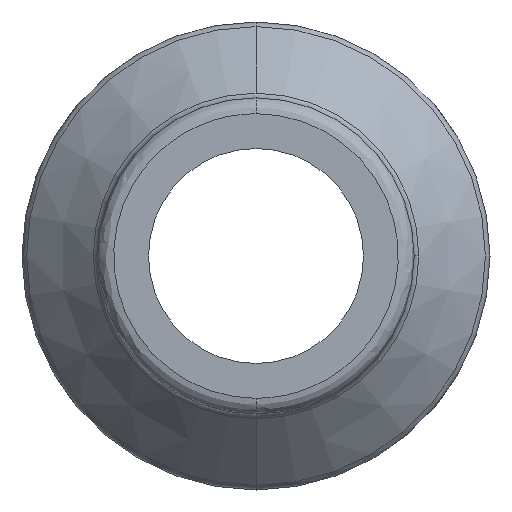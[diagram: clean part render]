
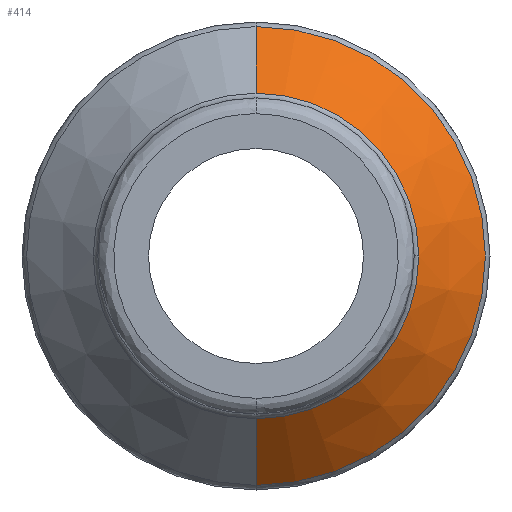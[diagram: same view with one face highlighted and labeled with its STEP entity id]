
A CAD part, front view. The second image highlights one B-rep face of the part: STEP entity #414.
In plain terms, the highlighted conical face has half-angle 45 degrees and reference radius 7.254 mm.
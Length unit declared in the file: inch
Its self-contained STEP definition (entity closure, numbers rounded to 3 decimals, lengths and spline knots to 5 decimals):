
#17 = VERTEX_POINT ( 'NONE', #1683 ) ;
#62 = AXIS2_PLACEMENT_3D ( 'NONE', #184, #252, #176 ) ;
#90 = CARTESIAN_POINT ( 'NONE',  ( 0., 1.17534, 0.28557 ) ) ;
#176 = DIRECTION ( 'NONE',  ( 0., 0., 1. ) ) ;
#184 = CARTESIAN_POINT ( 'NONE',  ( 0., 1.17534, 0. ) ) ;
#252 = DIRECTION ( 'NONE',  ( 0., 1., 0. ) ) ;
#258 = EDGE_CURVE ( 'NONE', #651, #17, #608, .T. ) ;
#325 = CARTESIAN_POINT ( 'NONE',  ( 0., 1.17534, 0.28557 ) ) ;
#414 = ADVANCED_FACE ( 'NONE', ( #1095 ), #916, .T. ) ;
#423 = CIRCLE ( 'NONE', #1214, 0.20262 ) ;
#474 = ORIENTED_EDGE ( 'NONE', *, *, #258, .T. ) ;
#483 = DIRECTION ( 'NONE',  ( 0., -1., 0. ) ) ;
#496 = CARTESIAN_POINT ( 'NONE',  ( 0., 1.09238, 0. ) ) ;
#593 = VERTEX_POINT ( 'NONE', #325 ) ;
#605 = CARTESIAN_POINT ( 'NONE',  ( 0.20262, 1.09238, 0. ) ) ;
#608 = LINE ( 'NONE', #1016, #688 ) ;
#636 = ORIENTED_EDGE ( 'NONE', *, *, #1171, .F. ) ;
#643 = CIRCLE ( 'NONE', #680, 0.20262 ) ;
#651 = VERTEX_POINT ( 'NONE', #774 ) ;
#680 = AXIS2_PLACEMENT_3D ( 'NONE', #1017, #1010, #993 ) ;
#683 = EDGE_CURVE ( 'NONE', #803, #1411, #423, .T. ) ;
#688 = VECTOR ( 'NONE', #1009, 39.37008 ) ;
#698 = CARTESIAN_POINT ( 'NONE',  ( 0., 1.09238, 0.20262 ) ) ;
#729 = DIRECTION ( 'NONE',  ( 0., 0., -1. ) ) ;
#761 = EDGE_CURVE ( 'NONE', #17, #593, #1678, .T. ) ;
#774 = CARTESIAN_POINT ( 'NONE',  ( 0., 1.09238, -0.20262 ) ) ;
#803 = VERTEX_POINT ( 'NONE', #605 ) ;
#840 = ORIENTED_EDGE ( 'NONE', *, *, #895, .F. ) ;
#895 = EDGE_CURVE ( 'NONE', #651, #803, #643, .T. ) ;
#916 = CONICAL_SURFACE ( 'NONE', #62, 0.28557, 0.785 ) ;
#993 = DIRECTION ( 'NONE',  ( 0., 0., -1. ) ) ;
#1009 = DIRECTION ( 'NONE',  ( 0., 0.707, -0.707 ) ) ;
#1010 = DIRECTION ( 'NONE',  ( 0., -1., 0. ) ) ;
#1016 = CARTESIAN_POINT ( 'NONE',  ( 0., 1.17534, -0.28557 ) ) ;
#1017 = CARTESIAN_POINT ( 'NONE',  ( 0., 1.09238, 0. ) ) ;
#1053 = ORIENTED_EDGE ( 'NONE', *, *, #683, .F. ) ;
#1095 = FACE_OUTER_BOUND ( 'NONE', #1552, .T. ) ;
#1141 = AXIS2_PLACEMENT_3D ( 'NONE', #1647, #1640, #1555 ) ;
#1171 = EDGE_CURVE ( 'NONE', #1411, #593, #1274, .T. ) ;
#1214 = AXIS2_PLACEMENT_3D ( 'NONE', #496, #483, #729 ) ;
#1235 = DIRECTION ( 'NONE',  ( 0., 0.707, 0.707 ) ) ;
#1274 = LINE ( 'NONE', #90, #1277 ) ;
#1277 = VECTOR ( 'NONE', #1235, 39.37008 ) ;
#1411 = VERTEX_POINT ( 'NONE', #698 ) ;
#1552 = EDGE_LOOP ( 'NONE', ( #840, #474, #1578, #636, #1053 ) ) ;
#1555 = DIRECTION ( 'NONE',  ( -1., 0., 0. ) ) ;
#1578 = ORIENTED_EDGE ( 'NONE', *, *, #761, .T. ) ;
#1640 = DIRECTION ( 'NONE',  ( 0., -1., 0. ) ) ;
#1647 = CARTESIAN_POINT ( 'NONE',  ( 0., 1.17534, 0. ) ) ;
#1678 = CIRCLE ( 'NONE', #1141, 0.28557 ) ;
#1683 = CARTESIAN_POINT ( 'NONE',  ( 0., 1.17534, -0.28557 ) ) ;
